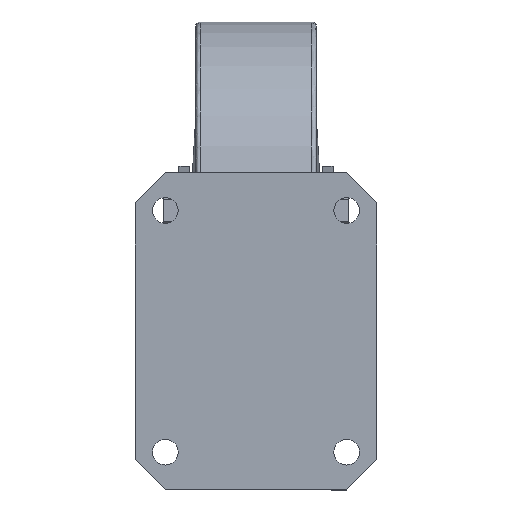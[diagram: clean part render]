
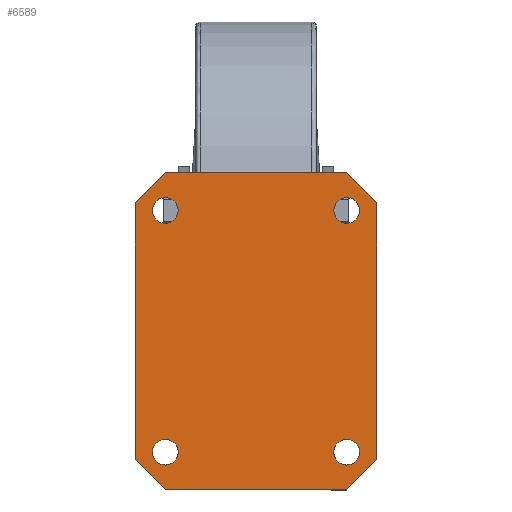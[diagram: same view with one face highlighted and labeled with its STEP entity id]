
A CAD part, top view. The second image highlights one B-rep face of the part: STEP entity #6589.
In plain terms, the highlighted planar face has unit normal (0, 0, 1).
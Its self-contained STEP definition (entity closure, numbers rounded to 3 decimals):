
#3 = CARTESIAN_POINT ( 'NONE',  ( 30., 40., 155. ) ) ;
#40 = VERTEX_POINT ( 'NONE', #6345 ) ;
#46 = CARTESIAN_POINT ( 'NONE',  ( 30., -52.5, 155. ) ) ;
#81 = VECTOR ( 'NONE', #1657, 1000. ) ;
#94 = DIRECTION ( 'NONE',  ( 0.707, 0.707, 0. ) ) ;
#103 = CARTESIAN_POINT ( 'NONE',  ( -30., 52.5, 155. ) ) ;
#149 = DIRECTION ( 'NONE',  ( -0.707, 0.707, 0. ) ) ;
#152 = DIRECTION ( 'NONE',  ( 1., 0., 0. ) ) ;
#156 = ORIENTED_EDGE ( 'NONE', *, *, #1920, .T. ) ;
#250 = EDGE_LOOP ( 'NONE', ( #3974, #1700 ) ) ;
#288 = CARTESIAN_POINT ( 'NONE',  ( -30., -40., 155. ) ) ;
#294 = DIRECTION ( 'NONE',  ( 0., 0., -1. ) ) ;
#347 = VERTEX_POINT ( 'NONE', #6868 ) ;
#356 = EDGE_LOOP ( 'NONE', ( #6323, #5589, #2817, #3781, #3143, #3458, #1016, #2760 ) ) ;
#364 = DIRECTION ( 'NONE',  ( 0., 0., -1. ) ) ;
#500 = VERTEX_POINT ( 'NONE', #46 ) ;
#608 = CARTESIAN_POINT ( 'NONE',  ( -40., 42.5, 155. ) ) ;
#633 = CIRCLE ( 'NONE', #4411, 4.25 ) ;
#650 = CIRCLE ( 'NONE', #1092, 4.25 ) ;
#766 = LINE ( 'NONE', #3486, #7084 ) ;
#821 = DIRECTION ( 'NONE',  ( 0., 1., 0. ) ) ;
#858 = AXIS2_PLACEMENT_3D ( 'NONE', #4638, #5826, #6367 ) ;
#863 = ORIENTED_EDGE ( 'NONE', *, *, #2536, .T. ) ;
#879 = CARTESIAN_POINT ( 'NONE',  ( 40., -42.5, 155. ) ) ;
#929 = EDGE_CURVE ( 'NONE', #6750, #1451, #6159, .T. ) ;
#1016 = ORIENTED_EDGE ( 'NONE', *, *, #6847, .T. ) ;
#1092 = AXIS2_PLACEMENT_3D ( 'NONE', #3083, #364, #3058 ) ;
#1155 = CIRCLE ( 'NONE', #6027, 4.25 ) ;
#1303 = DIRECTION ( 'NONE',  ( 0., 0., -1. ) ) ;
#1307 = AXIS2_PLACEMENT_3D ( 'NONE', #4706, #6838, #2015 ) ;
#1314 = FACE_OUTER_BOUND ( 'NONE', #356, .T. ) ;
#1316 = DIRECTION ( 'NONE',  ( 0., 0., -1. ) ) ;
#1451 = VERTEX_POINT ( 'NONE', #5951 ) ;
#1538 = CIRCLE ( 'NONE', #858, 4.25 ) ;
#1555 = DIRECTION ( 'NONE',  ( 1., 0., 0. ) ) ;
#1657 = DIRECTION ( 'NONE',  ( -0.707, -0.707, 0. ) ) ;
#1700 = ORIENTED_EDGE ( 'NONE', *, *, #2943, .T. ) ;
#1739 = CARTESIAN_POINT ( 'NONE',  ( 34.25, -40., 155. ) ) ;
#1920 = EDGE_CURVE ( 'NONE', #2787, #6244, #3470, .T. ) ;
#2013 = EDGE_CURVE ( 'NONE', #5174, #2824, #650, .T. ) ;
#2015 = DIRECTION ( 'NONE',  ( 1., 0., 0. ) ) ;
#2119 = AXIS2_PLACEMENT_3D ( 'NONE', #2317, #4512, #5022 ) ;
#2145 = VERTEX_POINT ( 'NONE', #879 ) ;
#2198 = EDGE_CURVE ( 'NONE', #6244, #2787, #5078, .T. ) ;
#2199 = CARTESIAN_POINT ( 'NONE',  ( -34.25, 40., 155. ) ) ;
#2317 = CARTESIAN_POINT ( 'NONE',  ( 0., -19., 155. ) ) ;
#2341 = CIRCLE ( 'NONE', #5027, 4.25 ) ;
#2420 = DIRECTION ( 'NONE',  ( 1., 0., 0. ) ) ;
#2453 = VECTOR ( 'NONE', #3515, 1000. ) ;
#2536 = EDGE_CURVE ( 'NONE', #4879, #2937, #633, .T. ) ;
#2725 = LINE ( 'NONE', #3561, #6929 ) ;
#2757 = LINE ( 'NONE', #6664, #3618 ) ;
#2760 = ORIENTED_EDGE ( 'NONE', *, *, #5384, .T. ) ;
#2787 = VERTEX_POINT ( 'NONE', #6009 ) ;
#2817 = ORIENTED_EDGE ( 'NONE', *, *, #3199, .T. ) ;
#2824 = VERTEX_POINT ( 'NONE', #5094 ) ;
#2853 = AXIS2_PLACEMENT_3D ( 'NONE', #288, #1316, #4079 ) ;
#2901 = PLANE ( 'NONE',  #2119 ) ;
#2937 = VERTEX_POINT ( 'NONE', #3580 ) ;
#2943 = EDGE_CURVE ( 'NONE', #2824, #5174, #1538, .T. ) ;
#2984 = DIRECTION ( 'NONE',  ( 0.707, -0.707, 0. ) ) ;
#2995 = EDGE_CURVE ( 'NONE', #4715, #6750, #5866, .T. ) ;
#3058 = DIRECTION ( 'NONE',  ( 1., 0., 0. ) ) ;
#3083 = CARTESIAN_POINT ( 'NONE',  ( 30., -40., 155. ) ) ;
#3117 = CARTESIAN_POINT ( 'NONE',  ( 25.75, 40., 155. ) ) ;
#3143 = ORIENTED_EDGE ( 'NONE', *, *, #2995, .T. ) ;
#3155 = ORIENTED_EDGE ( 'NONE', *, *, #6329, .T. ) ;
#3199 = EDGE_CURVE ( 'NONE', #347, #6409, #766, .T. ) ;
#3241 = EDGE_CURVE ( 'NONE', #2145, #347, #2725, .T. ) ;
#3245 = ORIENTED_EDGE ( 'NONE', *, *, #6029, .T. ) ;
#3258 = VECTOR ( 'NONE', #3307, 1000. ) ;
#3280 = CARTESIAN_POINT ( 'NONE',  ( -40., -19., 155. ) ) ;
#3307 = DIRECTION ( 'NONE',  ( 0., -1., 0. ) ) ;
#3402 = DIRECTION ( 'NONE',  ( -1., 0., 0. ) ) ;
#3417 = CARTESIAN_POINT ( 'NONE',  ( -30., 40., 155. ) ) ;
#3458 = ORIENTED_EDGE ( 'NONE', *, *, #929, .T. ) ;
#3470 = CIRCLE ( 'NONE', #5381, 4.25 ) ;
#3471 = LINE ( 'NONE', #4605, #3737 ) ;
#3486 = CARTESIAN_POINT ( 'NONE',  ( 40., 42.5, 155. ) ) ;
#3515 = DIRECTION ( 'NONE',  ( 1., 0., 0. ) ) ;
#3545 = VECTOR ( 'NONE', #3402, 1000. ) ;
#3561 = CARTESIAN_POINT ( 'NONE',  ( 40., -19., 155. ) ) ;
#3580 = CARTESIAN_POINT ( 'NONE',  ( -25.75, 40., 155. ) ) ;
#3618 = VECTOR ( 'NONE', #94, 1000. ) ;
#3737 = VECTOR ( 'NONE', #2984, 1000. ) ;
#3781 = ORIENTED_EDGE ( 'NONE', *, *, #5972, .T. ) ;
#3874 = CARTESIAN_POINT ( 'NONE',  ( 0., 52.5, 155. ) ) ;
#3915 = DIRECTION ( 'NONE',  ( 0., 0., -1. ) ) ;
#3974 = ORIENTED_EDGE ( 'NONE', *, *, #2013, .T. ) ;
#4079 = DIRECTION ( 'NONE',  ( 1., 0., 0. ) ) ;
#4223 = FACE_BOUND ( 'NONE', #6066, .T. ) ;
#4331 = CARTESIAN_POINT ( 'NONE',  ( 30., 40., 155. ) ) ;
#4411 = AXIS2_PLACEMENT_3D ( 'NONE', #3417, #1303, #152 ) ;
#4416 = VERTEX_POINT ( 'NONE', #3117 ) ;
#4512 = DIRECTION ( 'NONE',  ( 0., 0., 1. ) ) ;
#4605 = CARTESIAN_POINT ( 'NONE',  ( -40., -42.5, 155. ) ) ;
#4638 = CARTESIAN_POINT ( 'NONE',  ( 30., -40., 155. ) ) ;
#4652 = CARTESIAN_POINT ( 'NONE',  ( 0., -52.5, 155. ) ) ;
#4706 = CARTESIAN_POINT ( 'NONE',  ( -30., 40., 155. ) ) ;
#4715 = VERTEX_POINT ( 'NONE', #6981 ) ;
#4879 = VERTEX_POINT ( 'NONE', #2199 ) ;
#4882 = CARTESIAN_POINT ( 'NONE',  ( 30., 52.5, 155. ) ) ;
#4892 = CARTESIAN_POINT ( 'NONE',  ( -25.75, -40., 155. ) ) ;
#4999 = DIRECTION ( 'NONE',  ( 1., 0., 0. ) ) ;
#5022 = DIRECTION ( 'NONE',  ( 1., 0., 0. ) ) ;
#5027 = AXIS2_PLACEMENT_3D ( 'NONE', #3, #3915, #4999 ) ;
#5078 = CIRCLE ( 'NONE', #2853, 4.25 ) ;
#5094 = CARTESIAN_POINT ( 'NONE',  ( 25.75, -40., 155. ) ) ;
#5160 = LINE ( 'NONE', #3874, #3545 ) ;
#5174 = VERTEX_POINT ( 'NONE', #1739 ) ;
#5271 = ORIENTED_EDGE ( 'NONE', *, *, #2198, .T. ) ;
#5381 = AXIS2_PLACEMENT_3D ( 'NONE', #5651, #294, #2420 ) ;
#5384 = EDGE_CURVE ( 'NONE', #7047, #500, #6449, .T. ) ;
#5454 = FACE_BOUND ( 'NONE', #250, .T. ) ;
#5545 = FACE_BOUND ( 'NONE', #6730, .T. ) ;
#5567 = EDGE_CURVE ( 'NONE', #40, #4416, #2341, .T. ) ;
#5589 = ORIENTED_EDGE ( 'NONE', *, *, #3241, .T. ) ;
#5628 = FACE_BOUND ( 'NONE', #6126, .T. ) ;
#5651 = CARTESIAN_POINT ( 'NONE',  ( -30., -40., 155. ) ) ;
#5752 = CIRCLE ( 'NONE', #1307, 4.25 ) ;
#5826 = DIRECTION ( 'NONE',  ( 0., 0., -1. ) ) ;
#5866 = LINE ( 'NONE', #103, #81 ) ;
#5951 = CARTESIAN_POINT ( 'NONE',  ( -40., -42.5, 155. ) ) ;
#5972 = EDGE_CURVE ( 'NONE', #6409, #4715, #5160, .T. ) ;
#6009 = CARTESIAN_POINT ( 'NONE',  ( -34.25, -40., 155. ) ) ;
#6027 = AXIS2_PLACEMENT_3D ( 'NONE', #4331, #6444, #1555 ) ;
#6029 = EDGE_CURVE ( 'NONE', #2937, #4879, #5752, .T. ) ;
#6066 = EDGE_LOOP ( 'NONE', ( #6978, #3155 ) ) ;
#6126 = EDGE_LOOP ( 'NONE', ( #5271, #156 ) ) ;
#6159 = LINE ( 'NONE', #3280, #3258 ) ;
#6244 = VERTEX_POINT ( 'NONE', #4892 ) ;
#6287 = CARTESIAN_POINT ( 'NONE',  ( -30., -52.5, 155. ) ) ;
#6323 = ORIENTED_EDGE ( 'NONE', *, *, #6462, .T. ) ;
#6329 = EDGE_CURVE ( 'NONE', #4416, #40, #1155, .T. ) ;
#6345 = CARTESIAN_POINT ( 'NONE',  ( 34.25, 40., 155. ) ) ;
#6367 = DIRECTION ( 'NONE',  ( 1., 0., 0. ) ) ;
#6409 = VERTEX_POINT ( 'NONE', #4882 ) ;
#6444 = DIRECTION ( 'NONE',  ( 0., 0., -1. ) ) ;
#6449 = LINE ( 'NONE', #4652, #2453 ) ;
#6462 = EDGE_CURVE ( 'NONE', #500, #2145, #2757, .T. ) ;
#6589 = ADVANCED_FACE ( 'NONE', ( #5454, #5628, #5545, #4223, #1314 ), #2901, .T. ) ;
#6664 = CARTESIAN_POINT ( 'NONE',  ( 30., -52.5, 155. ) ) ;
#6730 = EDGE_LOOP ( 'NONE', ( #3245, #863 ) ) ;
#6750 = VERTEX_POINT ( 'NONE', #608 ) ;
#6838 = DIRECTION ( 'NONE',  ( 0., 0., -1. ) ) ;
#6847 = EDGE_CURVE ( 'NONE', #1451, #7047, #3471, .T. ) ;
#6868 = CARTESIAN_POINT ( 'NONE',  ( 40., 42.5, 155. ) ) ;
#6929 = VECTOR ( 'NONE', #821, 1000. ) ;
#6978 = ORIENTED_EDGE ( 'NONE', *, *, #5567, .T. ) ;
#6981 = CARTESIAN_POINT ( 'NONE',  ( -30., 52.5, 155. ) ) ;
#7047 = VERTEX_POINT ( 'NONE', #6287 ) ;
#7084 = VECTOR ( 'NONE', #149, 1000. ) ;
